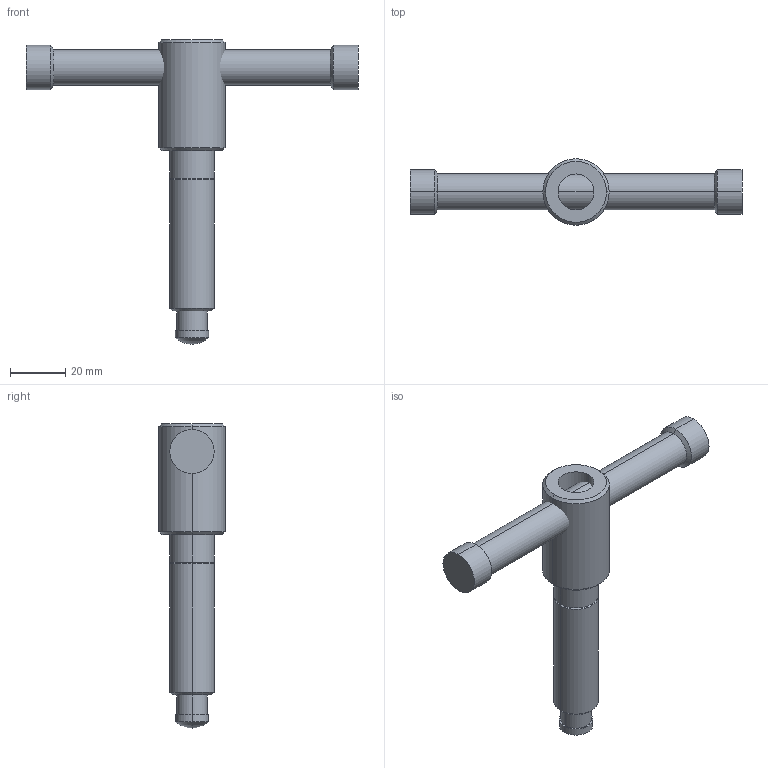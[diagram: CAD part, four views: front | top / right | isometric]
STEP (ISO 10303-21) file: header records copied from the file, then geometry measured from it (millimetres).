
FILE_DESCRIPTION(('STEP AP214'),'1');
FILE_NAME('HALDERN_EH_24500_0017.stp','2014-09-15T07:39:38',('TraceParts'),('TraceParts S.A.'),'XStep 1.0',' ',' ');
FILE_SCHEMA(('automotive_design'));
Length unit declared in the file: millimetre
Products named in the file (2): 1; 2
Bounding box: 120 x 24 x 110 mm (x, y, z)
Volume: 44590.3 mm3; surface area: 13755 mm2
Topology: 2 solids, 2 shells, 41 faces, 85 edges, 49 vertices
Faces by surface type: cylinder 18, cone 14, plane 7, sphere 2
Entity records: 2089 total; most frequent: DIRECTION 216, STYLED_ITEM 173, PRESENTATION_STYLE_ASSIGNMENT 173, CARTESIAN_POINT 173, COLOUR_RGB 173, ORIENTED_EDGE 162, AXIS2_PLACEMENT_3D 92, EDGE_CURVE 81
